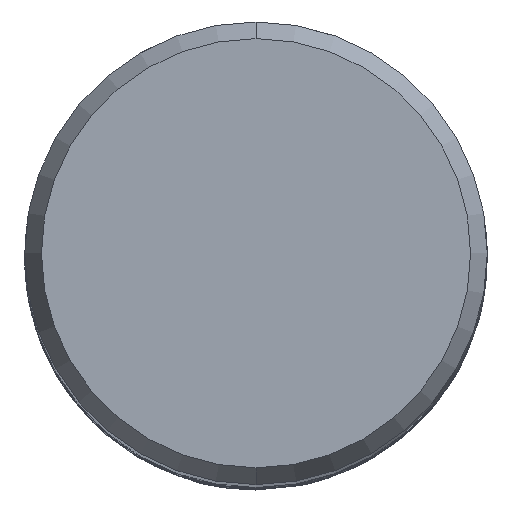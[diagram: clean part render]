
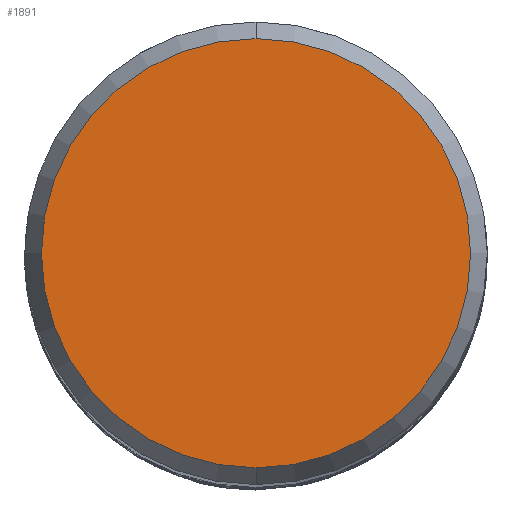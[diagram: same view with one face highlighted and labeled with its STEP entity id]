
A CAD part, top view. The second image highlights one B-rep face of the part: STEP entity #1891.
In plain terms, the highlighted planar face has unit normal (0, 0, 1).
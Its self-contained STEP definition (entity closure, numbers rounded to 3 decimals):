
#1051=VERTEX_POINT('',#2584);
#1405=EDGE_CURVE('',#1653,#1051,#2973,.T.);
#1653=VERTEX_POINT('',#3247);
#1681=EDGE_CURVE('',#1051,#1653,#3277,.T.);
#1891=ADVANCED_FACE('',(#3509),#3510,.T.);
#2584=CARTESIAN_POINT('',(0.0,7.423,0.0));
#2973=CIRCLE('',#17183,7.423);
#3247=CARTESIAN_POINT('',(0.,-7.423,0.0));
#3277=CIRCLE('',#21422,7.423);
#3509=FACE_OUTER_BOUND('',#24182,.T.);
#3510=PLANE('',#24183);
#17183=AXIS2_PLACEMENT_3D('',#31441,#31442,#31443);
#21422=AXIS2_PLACEMENT_3D('',#31738,#31739,#31740);
#24182=EDGE_LOOP('',(#32006,#32007));
#24183=AXIS2_PLACEMENT_3D('',#32008,#32009,#32010);
#31441=CARTESIAN_POINT('',(0.0,0.0,0.0));
#31442=DIRECTION('',(0.0,0.0,-1.0));
#31443=DIRECTION('',(0.0,1.0,0.0));
#31738=CARTESIAN_POINT('',(0.0,0.0,0.0));
#31739=DIRECTION('',(0.0,0.0,-1.0));
#31740=DIRECTION('',(0.0,1.0,0.0));
#32006=ORIENTED_EDGE('',*,*,#1681,.F.);
#32007=ORIENTED_EDGE('',*,*,#1405,.F.);
#32008=CARTESIAN_POINT('',(0.0,3.711,0.0));
#32009=DIRECTION('',(-0.0,0.0,1.0));
#32010=DIRECTION('',(0.0,-1.0,0.0));
